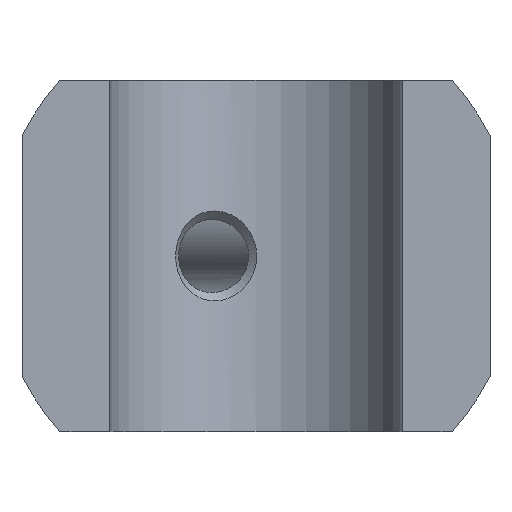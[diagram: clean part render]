
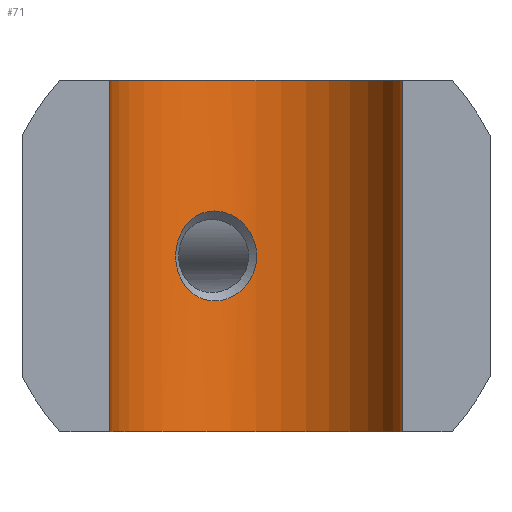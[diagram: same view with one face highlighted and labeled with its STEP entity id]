
A CAD part, left-side view. The second image highlights one B-rep face of the part: STEP entity #71.
In plain terms, the highlighted cylindrical face has radius 10 mm (diameter 20 mm), a partial arc.
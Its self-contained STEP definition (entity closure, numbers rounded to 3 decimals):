
#48=B_SPLINE_CURVE_WITH_KNOTS('',3,(#504,#505,#506,#507,#508,#509,#510,
#511,#512,#513,#514,#515,#516,#517,#518,#519,#520,#521,#522,#523,#524,#525,
#526,#527,#528),.UNSPECIFIED.,.T.,.F.,(1,3,3,3,3,3,3,3,3,3,1),(-0.125,0.,
0.125,0.25,0.375,0.5,0.625,0.75,0.875,1.,1.125),.UNSPECIFIED.);
#54=FACE_BOUND('',#107,.T.);
#55=FACE_BOUND('',#108,.T.);
#71=ADVANCED_FACE('',(#54,#55),#85,.F.);
#85=CYLINDRICAL_SURFACE('',#323,10.);
#107=EDGE_LOOP('',(#191));
#108=EDGE_LOOP('',(#192,#193,#194,#195));
#130=LINE('',#487,#146);
#136=LINE('',#500,#152);
#146=VECTOR('',#368,1.);
#152=VECTOR('',#380,1.);
#191=ORIENTED_EDGE('',*,*,#283,.T.);
#192=ORIENTED_EDGE('',*,*,#281,.T.);
#193=ORIENTED_EDGE('',*,*,#284,.T.);
#194=ORIENTED_EDGE('',*,*,#274,.T.);
#195=ORIENTED_EDGE('',*,*,#285,.F.);
#243=VERTEX_POINT('',#486);
#244=VERTEX_POINT('',#488);
#247=VERTEX_POINT('',#499);
#248=VERTEX_POINT('',#501);
#249=VERTEX_POINT('',#529);
#274=EDGE_CURVE('',#244,#243,#130,.T.);
#281=EDGE_CURVE('',#248,#247,#136,.T.);
#283=EDGE_CURVE('',#249,#249,#48,.T.);
#284=EDGE_CURVE('',#247,#244,#300,.T.);
#285=EDGE_CURVE('',#248,#243,#301,.T.);
#300=CIRCLE('',#321,10.);
#301=CIRCLE('',#322,10.);
#321=AXIS2_PLACEMENT_3D('',#530,#384,#385);
#322=AXIS2_PLACEMENT_3D('',#531,#386,#387);
#323=AXIS2_PLACEMENT_3D('',#532,#388,#389);
#368=DIRECTION('',(0.,0.,-1.));
#380=DIRECTION('',(0.,0.,1.));
#384=DIRECTION('',(0.,0.,1.));
#385=DIRECTION('',(1.,0.,0.));
#386=DIRECTION('',(0.,0.,1.));
#387=DIRECTION('',(1.,0.,0.));
#388=DIRECTION('',(0.,0.,-1.));
#389=DIRECTION('',(-1.,0.,0.));
#486=CARTESIAN_POINT('',(-20.,10.,-12.));
#487=CARTESIAN_POINT('',(-20.,10.,20.));
#488=CARTESIAN_POINT('',(-20.,10.,12.));
#499=CARTESIAN_POINT('',(-20.,-10.,12.));
#500=CARTESIAN_POINT('',(-20.,-10.,20.));
#501=CARTESIAN_POINT('',(-20.,-10.,-12.));
#504=CARTESIAN_POINT('',(-11.642,5.491,0.));
#505=CARTESIAN_POINT('',(-11.642,5.491,0.806));
#506=CARTESIAN_POINT('',(-11.453,5.22,1.608));
#507=CARTESIAN_POINT('',(-11.195,4.74,2.176));
#508=CARTESIAN_POINT('',(-10.936,4.26,2.745));
#509=CARTESIAN_POINT('',(-10.628,3.57,3.077));
#510=CARTESIAN_POINT('',(-10.412,2.842,3.077));
#511=CARTESIAN_POINT('',(-10.197,2.114,3.077));
#512=CARTESIAN_POINT('',(-10.079,1.366,2.746));
#513=CARTESIAN_POINT('',(-10.034,0.82,2.175));
#514=CARTESIAN_POINT('',(-9.989,0.273,1.605));
#515=CARTESIAN_POINT('',(-10.,-0.053,0.807));
#516=CARTESIAN_POINT('',(-10.,-0.053,0.));
#517=CARTESIAN_POINT('',(-10.,-0.053,-0.807));
#518=CARTESIAN_POINT('',(-9.989,0.277,-1.608));
#519=CARTESIAN_POINT('',(-10.034,0.821,-2.176));
#520=CARTESIAN_POINT('',(-10.079,1.365,-2.745));
#521=CARTESIAN_POINT('',(-10.197,2.114,-3.077));
#522=CARTESIAN_POINT('',(-10.412,2.841,-3.077));
#523=CARTESIAN_POINT('',(-10.627,3.568,-3.078));
#524=CARTESIAN_POINT('',(-10.936,4.258,-2.746));
#525=CARTESIAN_POINT('',(-11.195,4.74,-2.176));
#526=CARTESIAN_POINT('',(-11.454,5.222,-1.605));
#527=CARTESIAN_POINT('',(-11.642,5.491,-0.806));
#528=CARTESIAN_POINT('',(-11.642,5.491,0.));
#529=CARTESIAN_POINT('',(-11.642,5.491,0.));
#530=CARTESIAN_POINT('',(-20.,0.,12.));
#531=CARTESIAN_POINT('',(-20.,0.,-12.));
#532=CARTESIAN_POINT('',(-20.,0.,20.));
